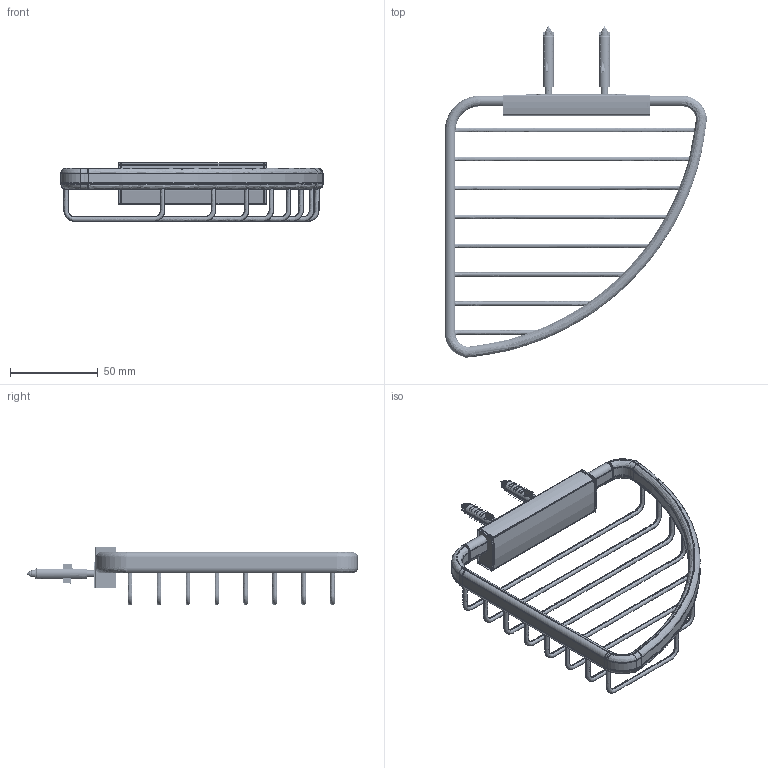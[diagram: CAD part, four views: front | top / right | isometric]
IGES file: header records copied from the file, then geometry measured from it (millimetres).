
Start section:  PTC IGES file: 0021102.igs
Global section: file name: 0021102.igs; native system: Pro/ENGINEER by Parametric Technology Corporation; preprocessor: 2008230; author: Administrator; organization: Unknown; date: 20140606.165614; units: millimetre
Bounding box: 149.57 x 189.37 x 33.36 mm (x, y, z)
Surface area: 125765.1 mm2 (no closed solid volume)
Topology: 0 solids, 0 shells, 1779 faces, 25100 edges, 32885 vertices
Faces by surface type: revolution 935, bspline 820, extrusion 24
